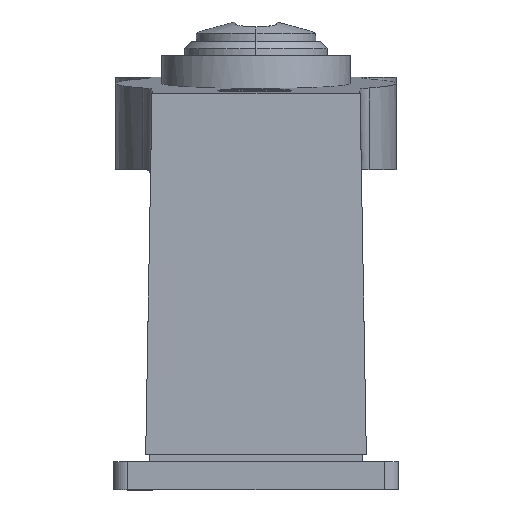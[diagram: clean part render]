
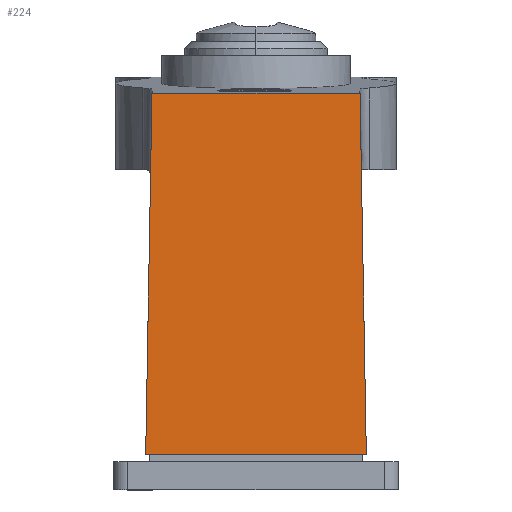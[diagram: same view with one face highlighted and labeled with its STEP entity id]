
A CAD part, left-side view. The second image highlights one B-rep face of the part: STEP entity #224.
In plain terms, the highlighted planar face has unit normal (-1, 0, 0.018).
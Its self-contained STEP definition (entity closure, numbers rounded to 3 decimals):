
#224=ADVANCED_FACE('',(#586),#5249,.T.);
#586=FACE_OUTER_BOUND('',#937,.T.);
#937=EDGE_LOOP('',(#2141,#2142,#2143,#2144));
#2141=ORIENTED_EDGE('',*,*,#3285,.F.);
#2142=ORIENTED_EDGE('',*,*,#3296,.T.);
#2143=ORIENTED_EDGE('',*,*,#3284,.F.);
#2144=ORIENTED_EDGE('',*,*,#2802,.T.);
#2802=EDGE_CURVE('',#4451,#4450,#3632,.T.);
#3284=EDGE_CURVE('',#4451,#4799,#3989,.T.);
#3285=EDGE_CURVE('',#4800,#4450,#3990,.T.);
#3296=EDGE_CURVE('',#4800,#4799,#4001,.T.);
#3632=B_SPLINE_CURVE_WITH_KNOTS('',1,(#9501,#9502),.UNSPECIFIED.,.F.,.F.,
(2,2),(-22.405,-11.309),.UNSPECIFIED.);
#3989=B_SPLINE_CURVE_WITH_KNOTS('',3,(#11261,#11262,#11263,#11264),
 .UNSPECIFIED.,.F.,.F.,(4,4),(0.,25.365),.UNSPECIFIED.);
#3990=B_SPLINE_CURVE_WITH_KNOTS('',3,(#11265,#11266,#11267,#11268),
 .UNSPECIFIED.,.F.,.F.,(4,4),(0.254,25.618),
 .UNSPECIFIED.);
#4001=B_SPLINE_CURVE_WITH_KNOTS('',1,(#11315,#11316,#11317,#11318),
 .UNSPECIFIED.,.F.,.F.,(2,1,1,2),(-12.729,-11.957,1.543,
2.314),.UNSPECIFIED.);
#4450=VERTEX_POINT('',#8805);
#4451=VERTEX_POINT('',#8806);
#4799=VERTEX_POINT('',#9154);
#4800=VERTEX_POINT('',#9155);
#5249=PLANE('',#5587);
#5587=AXIS2_PLACEMENT_3D('',#7632,#5755,$);
#5755=DIRECTION('',(-1.,0.,0.017));
#7632=CARTESIAN_POINT('',(0.079,-9.156,-7.275));
#8805=CARTESIAN_POINT('',(0.693,7.307,27.857));
#8806=CARTESIAN_POINT('',(0.693,-7.307,27.857));
#9154=CARTESIAN_POINT('',(0.25,-7.75,2.5));
#9155=CARTESIAN_POINT('',(0.25,7.75,2.5));
#9501=CARTESIAN_POINT('',(0.693,-7.307,27.857));
#9502=CARTESIAN_POINT('',(0.693,7.307,27.857));
#11261=CARTESIAN_POINT('',(0.693,-7.307,27.857));
#11262=CARTESIAN_POINT('',(0.545,-7.455,19.405));
#11263=CARTESIAN_POINT('',(0.398,-7.602,10.952));
#11264=CARTESIAN_POINT('',(0.25,-7.75,2.5));
#11265=CARTESIAN_POINT('',(0.25,7.75,2.5));
#11266=CARTESIAN_POINT('',(0.398,7.602,10.952));
#11267=CARTESIAN_POINT('',(0.545,7.455,19.405));
#11268=CARTESIAN_POINT('',(0.693,7.307,27.857));
#11315=CARTESIAN_POINT('',(0.25,7.75,2.5));
#11316=CARTESIAN_POINT('',(0.25,6.75,2.5));
#11317=CARTESIAN_POINT('',(0.25,-6.75,2.5));
#11318=CARTESIAN_POINT('',(0.25,-7.75,2.5));
